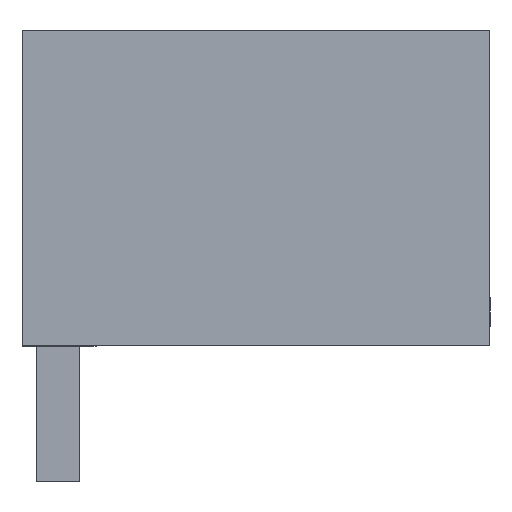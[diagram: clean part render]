
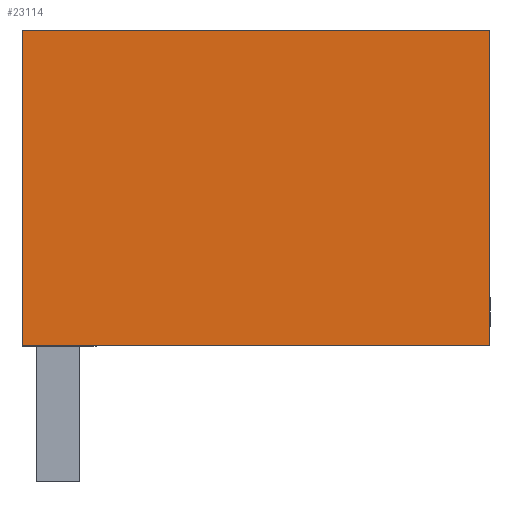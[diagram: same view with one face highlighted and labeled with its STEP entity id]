
A CAD part, left-side view. The second image highlights one B-rep face of the part: STEP entity #23114.
In plain terms, the highlighted planar face has unit normal (-1, 0, 0).
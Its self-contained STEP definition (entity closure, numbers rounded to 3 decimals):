
#23101=AXIS2_PLACEMENT_3D('Plane Axis2P3D',#23098,#23099,#23100) ;
#12851=CARTESIAN_POINT('Vertex',(0.,11.05,10.65)) ;
#12854=CARTESIAN_POINT('Line Origine',(0.,5.525,10.65)) ;
#12858=CARTESIAN_POINT('Vertex',(0.,0.,10.65)) ;
#13856=CARTESIAN_POINT('Line Origine',(0.,0.,6.925)) ;
#13860=CARTESIAN_POINT('Vertex',(0.,0.,3.2)) ;
#16618=CARTESIAN_POINT('Vertex',(0.,11.05,3.2)) ;
#16621=CARTESIAN_POINT('Line Origine',(0.,11.05,6.925)) ;
#23098=CARTESIAN_POINT('Axis2P3D Location',(0.,11.05,0.)) ;
#23103=CARTESIAN_POINT('Line Origine',(0.,5.525,3.2)) ;
#12855=DIRECTION('Vector Direction',(0.,-1.,0.)) ;
#13857=DIRECTION('Vector Direction',(0.,0.,1.)) ;
#16622=DIRECTION('Vector Direction',(0.,0.,-1.)) ;
#23099=DIRECTION('Axis2P3D Direction',(-1.,0.,0.)) ;
#23100=DIRECTION('Axis2P3D XDirection',(0.,-1.,0.)) ;
#23104=DIRECTION('Vector Direction',(0.,1.,0.)) ;
#12856=VECTOR('Line Direction',#12855,1.) ;
#13858=VECTOR('Line Direction',#13857,1.) ;
#16623=VECTOR('Line Direction',#16622,1.) ;
#23105=VECTOR('Line Direction',#23104,1.) ;
#23109=ORIENTED_EDGE('',*,*,#16625,.T.) ;
#23110=ORIENTED_EDGE('',*,*,#23107,.T.) ;
#23111=ORIENTED_EDGE('',*,*,#13862,.T.) ;
#23112=ORIENTED_EDGE('',*,*,#12860,.T.) ;
#23114=ADVANCED_FACE('HOUSING',(#23113),#23102,.T.) ;
#12860=EDGE_CURVE('',#12859,#12852,#12857,.F.) ;
#13862=EDGE_CURVE('',#13861,#12859,#13859,.T.) ;
#16625=EDGE_CURVE('',#12852,#16619,#16624,.T.) ;
#23107=EDGE_CURVE('',#16619,#13861,#23106,.F.) ;
#23108=EDGE_LOOP('',(#23109,#23110,#23111,#23112)) ;
#23113=FACE_OUTER_BOUND('',#23108,.T.) ;
#12857=LINE('Line',#12854,#12856) ;
#13859=LINE('Line',#13856,#13858) ;
#16624=LINE('Line',#16621,#16623) ;
#23106=LINE('Line',#23103,#23105) ;
#23102=PLANE('',#23101) ;
#12852=VERTEX_POINT('',#12851) ;
#12859=VERTEX_POINT('',#12858) ;
#13861=VERTEX_POINT('',#13860) ;
#16619=VERTEX_POINT('',#16618) ;
